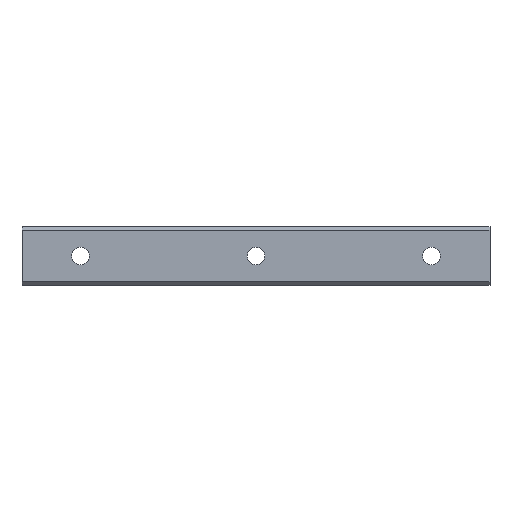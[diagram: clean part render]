
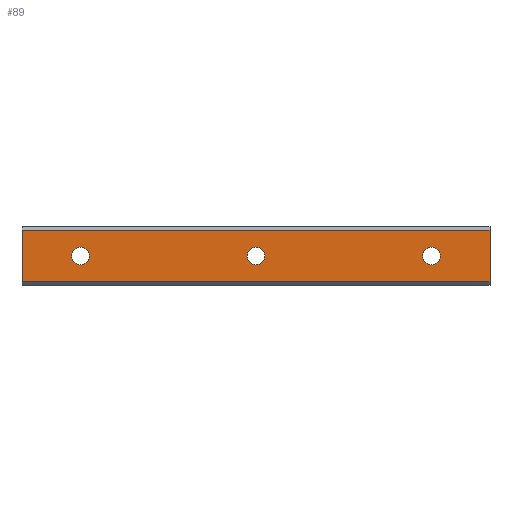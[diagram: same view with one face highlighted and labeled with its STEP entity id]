
A CAD part, front view. The second image highlights one B-rep face of the part: STEP entity #89.
In plain terms, the highlighted planar face has unit normal (0, -1, 0).
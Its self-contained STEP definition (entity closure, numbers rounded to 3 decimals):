
#28 = FACE_BOUND ( 'NONE', #639, .T. ) ;
#60 = CARTESIAN_POINT ( 'NONE',  ( 140., 0., 8.82 ) ) ;
#62 = DIRECTION ( 'NONE',  ( 0., 0., 1. ) ) ;
#74 = VERTEX_POINT ( 'NONE', #994 ) ;
#82 = DIRECTION ( 'NONE',  ( 0., 0., 1. ) ) ;
#89 = ADVANCED_FACE ( 'NONE', ( #467, #1003, #28, #681 ), #473, .F. ) ;
#115 = ORIENTED_EDGE ( 'NONE', *, *, #233, .F. ) ;
#136 = CIRCLE ( 'NONE', #475, 3. ) ;
#147 = ORIENTED_EDGE ( 'NONE', *, *, #425, .F. ) ;
#170 = VERTEX_POINT ( 'NONE', #694 ) ;
#174 = VERTEX_POINT ( 'NONE', #951 ) ;
#178 = DIRECTION ( 'NONE',  ( 1., 0., 0. ) ) ;
#211 = DIRECTION ( 'NONE',  ( -1., 0., 0. ) ) ;
#215 = DIRECTION ( 'NONE',  ( 0., -1., 0. ) ) ;
#219 = VERTEX_POINT ( 'NONE', #1278 ) ;
#222 = DIRECTION ( 'NONE',  ( 0., -1., 0. ) ) ;
#233 = EDGE_CURVE ( 'NONE', #239, #74, #1147, .T. ) ;
#235 = DIRECTION ( 'NONE',  ( 0., 0., 1. ) ) ;
#239 = VERTEX_POINT ( 'NONE', #1171 ) ;
#269 = VECTOR ( 'NONE', #297, 1000. ) ;
#272 = ORIENTED_EDGE ( 'NONE', *, *, #879, .F. ) ;
#283 = CARTESIAN_POINT ( 'NONE',  ( -20., 0., -8.82 ) ) ;
#297 = DIRECTION ( 'NONE',  ( 0., 0., -1. ) ) ;
#300 = DIRECTION ( 'NONE',  ( 0., 0., 1. ) ) ;
#305 = CARTESIAN_POINT ( 'NONE',  ( 0., 0., -3. ) ) ;
#318 = VERTEX_POINT ( 'NONE', #305 ) ;
#320 = LINE ( 'NONE', #752, #636 ) ;
#357 = ORIENTED_EDGE ( 'NONE', *, *, #692, .F. ) ;
#379 = EDGE_CURVE ( 'NONE', #444, #219, #1098, .T. ) ;
#414 = VECTOR ( 'NONE', #178, 1000. ) ;
#418 = ORIENTED_EDGE ( 'NONE', *, *, #471, .F. ) ;
#425 = EDGE_CURVE ( 'NONE', #691, #1187, #1324, .T. ) ;
#428 = DIRECTION ( 'NONE',  ( 0., 0., 1. ) ) ;
#444 = VERTEX_POINT ( 'NONE', #283 ) ;
#447 = DIRECTION ( 'NONE',  ( 0., -1., 0. ) ) ;
#467 = FACE_OUTER_BOUND ( 'NONE', #801, .T. ) ;
#471 = EDGE_CURVE ( 'NONE', #318, #1376, #480, .T. ) ;
#473 = PLANE ( 'NONE',  #538 ) ;
#475 = AXIS2_PLACEMENT_3D ( 'NONE', #1165, #845, #300 ) ;
#480 = CIRCLE ( 'NONE', #532, 3. ) ;
#487 = ORIENTED_EDGE ( 'NONE', *, *, #1146, .F. ) ;
#499 = CARTESIAN_POINT ( 'NONE',  ( 120., 0., -3. ) ) ;
#532 = AXIS2_PLACEMENT_3D ( 'NONE', #963, #222, #1274 ) ;
#538 = AXIS2_PLACEMENT_3D ( 'NONE', #1123, #897, #235 ) ;
#581 = ORIENTED_EDGE ( 'NONE', *, *, #1325, .F. ) ;
#601 = CARTESIAN_POINT ( 'NONE',  ( 140., 0., 8.82 ) ) ;
#636 = VECTOR ( 'NONE', #211, 1000. ) ;
#639 = EDGE_LOOP ( 'NONE', ( #147, #1276 ) ) ;
#681 = FACE_BOUND ( 'NONE', #1294, .T. ) ;
#691 = VERTEX_POINT ( 'NONE', #1142 ) ;
#692 = EDGE_CURVE ( 'NONE', #174, #170, #1399, .T. ) ;
#694 = CARTESIAN_POINT ( 'NONE',  ( 60., 0., 3. ) ) ;
#749 = AXIS2_PLACEMENT_3D ( 'NONE', #862, #447, #428 ) ;
#752 = CARTESIAN_POINT ( 'NONE',  ( 140., 0., -8.82 ) ) ;
#766 = EDGE_CURVE ( 'NONE', #1187, #691, #1139, .T. ) ;
#771 = AXIS2_PLACEMENT_3D ( 'NONE', #1275, #1159, #62 ) ;
#786 = ORIENTED_EDGE ( 'NONE', *, *, #379, .F. ) ;
#801 = EDGE_LOOP ( 'NONE', ( #581, #115, #1032, #786 ) ) ;
#845 = DIRECTION ( 'NONE',  ( 0., -1., 0. ) ) ;
#847 = CARTESIAN_POINT ( 'NONE',  ( -20., 0., 8.82 ) ) ;
#862 = CARTESIAN_POINT ( 'NONE',  ( 60., 0., 0. ) ) ;
#879 = EDGE_CURVE ( 'NONE', #170, #174, #1375, .T. ) ;
#893 = VECTOR ( 'NONE', #82, 1000. ) ;
#897 = DIRECTION ( 'NONE',  ( 0., 1., 0. ) ) ;
#928 = EDGE_LOOP ( 'NONE', ( #487, #418 ) ) ;
#951 = CARTESIAN_POINT ( 'NONE',  ( 60., 0., -3. ) ) ;
#963 = CARTESIAN_POINT ( 'NONE',  ( 0., 0., 0. ) ) ;
#987 = CARTESIAN_POINT ( 'NONE',  ( 0., 0., 3. ) ) ;
#994 = CARTESIAN_POINT ( 'NONE',  ( 140., 0., -8.82 ) ) ;
#1003 = FACE_BOUND ( 'NONE', #928, .T. ) ;
#1032 = ORIENTED_EDGE ( 'NONE', *, *, #1152, .F. ) ;
#1063 = CARTESIAN_POINT ( 'NONE',  ( 120., 0., 0. ) ) ;
#1098 = LINE ( 'NONE', #847, #893 ) ;
#1123 = CARTESIAN_POINT ( 'NONE',  ( 140., 0., 8.82 ) ) ;
#1139 = CIRCLE ( 'NONE', #771, 3. ) ;
#1142 = CARTESIAN_POINT ( 'NONE',  ( 120., 0., 3. ) ) ;
#1146 = EDGE_CURVE ( 'NONE', #1376, #318, #136, .T. ) ;
#1147 = LINE ( 'NONE', #601, #269 ) ;
#1150 = DIRECTION ( 'NONE',  ( 0., -1., 0. ) ) ;
#1152 = EDGE_CURVE ( 'NONE', #219, #239, #1377, .T. ) ;
#1159 = DIRECTION ( 'NONE',  ( 0., -1., 0. ) ) ;
#1165 = CARTESIAN_POINT ( 'NONE',  ( 0., 0., 0. ) ) ;
#1170 = AXIS2_PLACEMENT_3D ( 'NONE', #1063, #215, #1383 ) ;
#1171 = CARTESIAN_POINT ( 'NONE',  ( 140., 0., 8.82 ) ) ;
#1176 = DIRECTION ( 'NONE',  ( 0., 0., 1. ) ) ;
#1187 = VERTEX_POINT ( 'NONE', #499 ) ;
#1209 = AXIS2_PLACEMENT_3D ( 'NONE', #1267, #1150, #1176 ) ;
#1267 = CARTESIAN_POINT ( 'NONE',  ( 60., 0., 0. ) ) ;
#1274 = DIRECTION ( 'NONE',  ( 0., 0., 1. ) ) ;
#1275 = CARTESIAN_POINT ( 'NONE',  ( 120., 0., 0. ) ) ;
#1276 = ORIENTED_EDGE ( 'NONE', *, *, #766, .F. ) ;
#1278 = CARTESIAN_POINT ( 'NONE',  ( -20., 0., 8.82 ) ) ;
#1294 = EDGE_LOOP ( 'NONE', ( #272, #357 ) ) ;
#1324 = CIRCLE ( 'NONE', #1170, 3. ) ;
#1325 = EDGE_CURVE ( 'NONE', #74, #444, #320, .T. ) ;
#1375 = CIRCLE ( 'NONE', #749, 3. ) ;
#1376 = VERTEX_POINT ( 'NONE', #987 ) ;
#1377 = LINE ( 'NONE', #60, #414 ) ;
#1383 = DIRECTION ( 'NONE',  ( 0., 0., 1. ) ) ;
#1399 = CIRCLE ( 'NONE', #1209, 3. ) ;
